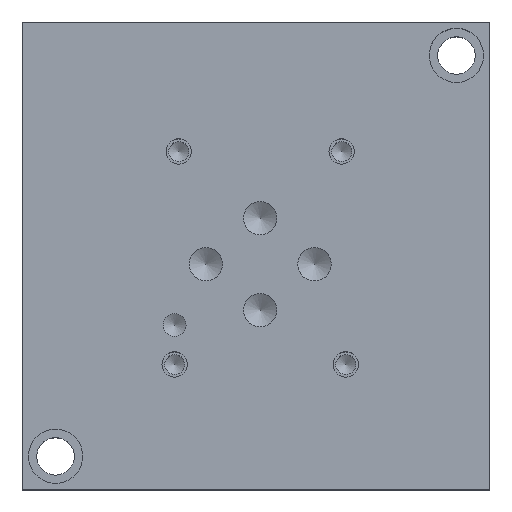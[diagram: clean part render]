
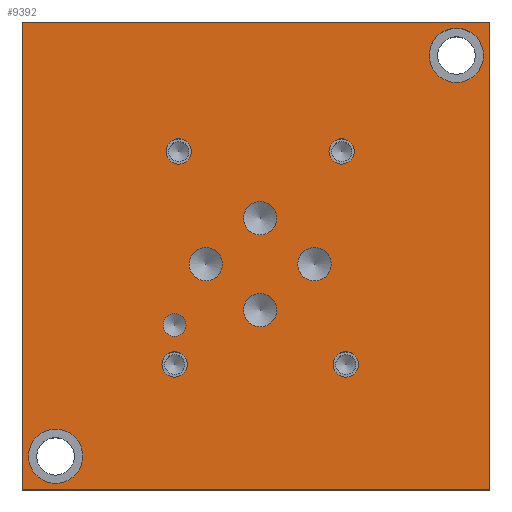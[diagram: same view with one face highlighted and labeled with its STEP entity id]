
A CAD part, top view. The second image highlights one B-rep face of the part: STEP entity #9392.
In plain terms, the highlighted planar face has unit normal (0, 0, 1).
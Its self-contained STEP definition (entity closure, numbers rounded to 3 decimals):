
#157=CIRCLE('',#9791,5.156);
#158=CIRCLE('',#9792,5.156);
#162=CIRCLE('',#9799,5.156);
#163=CIRCLE('',#9800,5.156);
#166=CIRCLE('',#9806,3.175);
#167=CIRCLE('',#9807,3.175);
#170=CIRCLE('',#9812,3.175);
#171=CIRCLE('',#9813,3.175);
#174=CIRCLE('',#9818,3.175);
#175=CIRCLE('',#9819,3.175);
#178=CIRCLE('',#9824,3.175);
#179=CIRCLE('',#9825,3.175);
#182=CIRCLE('',#9830,2.184);
#183=CIRCLE('',#9831,2.184);
#189=CIRCLE('',#9840,2.413);
#190=CIRCLE('',#9841,2.413);
#196=CIRCLE('',#9851,2.413);
#197=CIRCLE('',#9852,2.413);
#203=CIRCLE('',#9862,2.413);
#204=CIRCLE('',#9863,2.413);
#210=CIRCLE('',#9873,2.413);
#211=CIRCLE('',#9874,2.413);
#268=FACE_BOUND('',#1570,.T.);
#269=FACE_BOUND('',#1571,.T.);
#270=FACE_BOUND('',#1572,.T.);
#271=FACE_BOUND('',#1573,.T.);
#272=FACE_BOUND('',#1574,.T.);
#273=FACE_BOUND('',#1575,.T.);
#274=FACE_BOUND('',#1576,.T.);
#275=FACE_BOUND('',#1577,.T.);
#276=FACE_BOUND('',#1578,.T.);
#277=FACE_BOUND('',#1579,.T.);
#278=FACE_BOUND('',#1580,.T.);
#553=PLANE('',#9880);
#1033=FACE_OUTER_BOUND('',#1569,.T.);
#1569=EDGE_LOOP('',(#8358,#8359,#8360,#8361));
#1570=EDGE_LOOP('',(#8362,#8363));
#1571=EDGE_LOOP('',(#8364,#8365));
#1572=EDGE_LOOP('',(#8366,#8367));
#1573=EDGE_LOOP('',(#8368,#8369));
#1574=EDGE_LOOP('',(#8370,#8371));
#1575=EDGE_LOOP('',(#8372,#8373));
#1576=EDGE_LOOP('',(#8374,#8375));
#1577=EDGE_LOOP('',(#8376,#8377));
#1578=EDGE_LOOP('',(#8378,#8379));
#1579=EDGE_LOOP('',(#8380,#8381));
#1580=EDGE_LOOP('',(#8382,#8383));
#2012=LINE('',#14886,#2888);
#2453=LINE('',#16201,#3329);
#2455=LINE('',#16205,#3331);
#2457=LINE('',#16208,#3333);
#2888=VECTOR('',#10564,10.);
#3329=VECTOR('',#11693,10.);
#3331=VECTOR('',#11697,10.);
#3333=VECTOR('',#11701,10.);
#4094=VERTEX_POINT('',#14883);
#4095=VERTEX_POINT('',#14885);
#4433=VERTEX_POINT('',#16024);
#4434=VERTEX_POINT('',#16025);
#4438=VERTEX_POINT('',#16039);
#4439=VERTEX_POINT('',#16040);
#4443=VERTEX_POINT('',#16054);
#4444=VERTEX_POINT('',#16055);
#4448=VERTEX_POINT('',#16067);
#4449=VERTEX_POINT('',#16068);
#4453=VERTEX_POINT('',#16080);
#4454=VERTEX_POINT('',#16081);
#4458=VERTEX_POINT('',#16093);
#4459=VERTEX_POINT('',#16094);
#4463=VERTEX_POINT('',#16106);
#4464=VERTEX_POINT('',#16107);
#4471=VERTEX_POINT('',#16126);
#4472=VERTEX_POINT('',#16127);
#4479=VERTEX_POINT('',#16148);
#4480=VERTEX_POINT('',#16149);
#4487=VERTEX_POINT('',#16170);
#4488=VERTEX_POINT('',#16171);
#4495=VERTEX_POINT('',#16192);
#4496=VERTEX_POINT('',#16193);
#4497=VERTEX_POINT('',#16200);
#4498=VERTEX_POINT('',#16204);
#5207=EDGE_CURVE('',#4095,#4094,#2012,.T.);
#5709=EDGE_CURVE('',#4433,#4434,#157,.T.);
#5710=EDGE_CURVE('',#4434,#4433,#158,.T.);
#5716=EDGE_CURVE('',#4438,#4439,#162,.T.);
#5717=EDGE_CURVE('',#4439,#4438,#163,.T.);
#5723=EDGE_CURVE('',#4443,#4444,#166,.T.);
#5724=EDGE_CURVE('',#4444,#4443,#167,.T.);
#5729=EDGE_CURVE('',#4448,#4449,#170,.T.);
#5730=EDGE_CURVE('',#4449,#4448,#171,.T.);
#5735=EDGE_CURVE('',#4453,#4454,#174,.T.);
#5736=EDGE_CURVE('',#4454,#4453,#175,.T.);
#5741=EDGE_CURVE('',#4458,#4459,#178,.T.);
#5742=EDGE_CURVE('',#4459,#4458,#179,.T.);
#5747=EDGE_CURVE('',#4463,#4464,#182,.T.);
#5748=EDGE_CURVE('',#4464,#4463,#183,.T.);
#5756=EDGE_CURVE('',#4471,#4472,#189,.T.);
#5757=EDGE_CURVE('',#4472,#4471,#190,.T.);
#5766=EDGE_CURVE('',#4479,#4480,#196,.T.);
#5767=EDGE_CURVE('',#4480,#4479,#197,.T.);
#5776=EDGE_CURVE('',#4487,#4488,#203,.T.);
#5777=EDGE_CURVE('',#4488,#4487,#204,.T.);
#5786=EDGE_CURVE('',#4495,#4496,#210,.T.);
#5787=EDGE_CURVE('',#4496,#4495,#211,.T.);
#5790=EDGE_CURVE('',#4497,#4095,#2453,.T.);
#5792=EDGE_CURVE('',#4498,#4497,#2455,.T.);
#5794=EDGE_CURVE('',#4094,#4498,#2457,.T.);
#8358=ORIENTED_EDGE('',*,*,#5207,.T.);
#8359=ORIENTED_EDGE('',*,*,#5794,.T.);
#8360=ORIENTED_EDGE('',*,*,#5792,.T.);
#8361=ORIENTED_EDGE('',*,*,#5790,.T.);
#8362=ORIENTED_EDGE('',*,*,#5709,.T.);
#8363=ORIENTED_EDGE('',*,*,#5710,.T.);
#8364=ORIENTED_EDGE('',*,*,#5716,.T.);
#8365=ORIENTED_EDGE('',*,*,#5717,.T.);
#8366=ORIENTED_EDGE('',*,*,#5723,.T.);
#8367=ORIENTED_EDGE('',*,*,#5724,.T.);
#8368=ORIENTED_EDGE('',*,*,#5729,.T.);
#8369=ORIENTED_EDGE('',*,*,#5730,.T.);
#8370=ORIENTED_EDGE('',*,*,#5735,.T.);
#8371=ORIENTED_EDGE('',*,*,#5736,.T.);
#8372=ORIENTED_EDGE('',*,*,#5741,.T.);
#8373=ORIENTED_EDGE('',*,*,#5742,.T.);
#8374=ORIENTED_EDGE('',*,*,#5747,.T.);
#8375=ORIENTED_EDGE('',*,*,#5748,.T.);
#8376=ORIENTED_EDGE('',*,*,#5756,.T.);
#8377=ORIENTED_EDGE('',*,*,#5757,.T.);
#8378=ORIENTED_EDGE('',*,*,#5766,.T.);
#8379=ORIENTED_EDGE('',*,*,#5767,.T.);
#8380=ORIENTED_EDGE('',*,*,#5776,.T.);
#8381=ORIENTED_EDGE('',*,*,#5777,.T.);
#8382=ORIENTED_EDGE('',*,*,#5786,.T.);
#8383=ORIENTED_EDGE('',*,*,#5787,.T.);
#9392=ADVANCED_FACE('',(#1033,#268,#269,#270,#271,#272,#273,#274,#275,#276,
#277,#278),#553,.T.);
#9791=AXIS2_PLACEMENT_3D('',#16026,#11495,#11496);
#9792=AXIS2_PLACEMENT_3D('',#16027,#11497,#11498);
#9799=AXIS2_PLACEMENT_3D('',#16041,#11513,#11514);
#9800=AXIS2_PLACEMENT_3D('',#16042,#11515,#11516);
#9806=AXIS2_PLACEMENT_3D('',#16056,#11530,#11531);
#9807=AXIS2_PLACEMENT_3D('',#16057,#11532,#11533);
#9812=AXIS2_PLACEMENT_3D('',#16069,#11544,#11545);
#9813=AXIS2_PLACEMENT_3D('',#16070,#11546,#11547);
#9818=AXIS2_PLACEMENT_3D('',#16082,#11558,#11559);
#9819=AXIS2_PLACEMENT_3D('',#16083,#11560,#11561);
#9824=AXIS2_PLACEMENT_3D('',#16095,#11572,#11573);
#9825=AXIS2_PLACEMENT_3D('',#16096,#11574,#11575);
#9830=AXIS2_PLACEMENT_3D('',#16108,#11586,#11587);
#9831=AXIS2_PLACEMENT_3D('',#16109,#11588,#11589);
#9840=AXIS2_PLACEMENT_3D('',#16128,#11608,#11609);
#9841=AXIS2_PLACEMENT_3D('',#16129,#11610,#11611);
#9851=AXIS2_PLACEMENT_3D('',#16150,#11633,#11634);
#9852=AXIS2_PLACEMENT_3D('',#16151,#11635,#11636);
#9862=AXIS2_PLACEMENT_3D('',#16172,#11658,#11659);
#9863=AXIS2_PLACEMENT_3D('',#16173,#11660,#11661);
#9873=AXIS2_PLACEMENT_3D('',#16194,#11683,#11684);
#9874=AXIS2_PLACEMENT_3D('',#16195,#11685,#11686);
#9880=AXIS2_PLACEMENT_3D('',#16210,#11704,#11705);
#10564=DIRECTION('',(1.,0.,0.));
#11495=DIRECTION('center_axis',(0.,0.,-1.));
#11496=DIRECTION('ref_axis',(1.,0.,0.));
#11497=DIRECTION('center_axis',(0.,0.,-1.));
#11498=DIRECTION('ref_axis',(1.,0.,0.));
#11513=DIRECTION('center_axis',(0.,0.,-1.));
#11514=DIRECTION('ref_axis',(1.,0.,0.));
#11515=DIRECTION('center_axis',(0.,0.,-1.));
#11516=DIRECTION('ref_axis',(1.,0.,0.));
#11530=DIRECTION('center_axis',(0.,0.,-1.));
#11531=DIRECTION('ref_axis',(1.,0.,0.));
#11532=DIRECTION('center_axis',(0.,0.,-1.));
#11533=DIRECTION('ref_axis',(1.,0.,0.));
#11544=DIRECTION('center_axis',(0.,0.,-1.));
#11545=DIRECTION('ref_axis',(1.,0.,0.));
#11546=DIRECTION('center_axis',(0.,0.,-1.));
#11547=DIRECTION('ref_axis',(1.,0.,0.));
#11558=DIRECTION('center_axis',(0.,0.,-1.));
#11559=DIRECTION('ref_axis',(1.,0.,0.));
#11560=DIRECTION('center_axis',(0.,0.,-1.));
#11561=DIRECTION('ref_axis',(1.,0.,0.));
#11572=DIRECTION('center_axis',(0.,0.,-1.));
#11573=DIRECTION('ref_axis',(1.,0.,0.));
#11574=DIRECTION('center_axis',(0.,0.,-1.));
#11575=DIRECTION('ref_axis',(1.,0.,0.));
#11586=DIRECTION('center_axis',(0.,0.,-1.));
#11587=DIRECTION('ref_axis',(1.,0.,0.));
#11588=DIRECTION('center_axis',(0.,0.,-1.));
#11589=DIRECTION('ref_axis',(1.,0.,0.));
#11608=DIRECTION('center_axis',(0.,0.,-1.));
#11609=DIRECTION('ref_axis',(1.,0.,0.));
#11610=DIRECTION('center_axis',(0.,0.,-1.));
#11611=DIRECTION('ref_axis',(1.,0.,0.));
#11633=DIRECTION('center_axis',(0.,0.,-1.));
#11634=DIRECTION('ref_axis',(1.,0.,0.));
#11635=DIRECTION('center_axis',(0.,0.,-1.));
#11636=DIRECTION('ref_axis',(1.,0.,0.));
#11658=DIRECTION('center_axis',(0.,0.,-1.));
#11659=DIRECTION('ref_axis',(1.,0.,0.));
#11660=DIRECTION('center_axis',(0.,0.,-1.));
#11661=DIRECTION('ref_axis',(1.,0.,0.));
#11683=DIRECTION('center_axis',(0.,0.,-1.));
#11684=DIRECTION('ref_axis',(1.,0.,0.));
#11685=DIRECTION('center_axis',(0.,0.,-1.));
#11686=DIRECTION('ref_axis',(1.,0.,0.));
#11693=DIRECTION('',(0.,-1.,0.));
#11697=DIRECTION('',(-1.,0.,0.));
#11701=DIRECTION('',(0.,1.,0.));
#11704=DIRECTION('center_axis',(0.,0.,1.));
#11705=DIRECTION('ref_axis',(1.,0.,0.));
#14883=CARTESIAN_POINT('',(88.9,0.,38.1));
#14885=CARTESIAN_POINT('',(0.,0.,38.1));
#14886=CARTESIAN_POINT('',(0.,0.,38.1));
#16024=CARTESIAN_POINT('',(11.506,6.35,38.1));
#16025=CARTESIAN_POINT('',(1.194,6.35,38.1));
#16026=CARTESIAN_POINT('Origin',(6.35,6.35,38.1));
#16027=CARTESIAN_POINT('Origin',(6.35,6.35,38.1));
#16039=CARTESIAN_POINT('',(87.706,82.55,38.1));
#16040=CARTESIAN_POINT('',(77.394,82.55,38.1));
#16041=CARTESIAN_POINT('Origin',(82.55,82.55,38.1));
#16042=CARTESIAN_POINT('Origin',(82.55,82.55,38.1));
#16054=CARTESIAN_POINT('',(48.412,51.587,38.1));
#16055=CARTESIAN_POINT('',(42.062,51.587,38.1));
#16056=CARTESIAN_POINT('Origin',(45.237,51.587,38.1));
#16057=CARTESIAN_POINT('Origin',(45.237,51.587,38.1));
#16067=CARTESIAN_POINT('',(38.1,42.85,38.1));
#16068=CARTESIAN_POINT('',(31.75,42.85,38.1));
#16069=CARTESIAN_POINT('Origin',(34.925,42.85,38.1));
#16070=CARTESIAN_POINT('Origin',(34.925,42.85,38.1));
#16080=CARTESIAN_POINT('',(58.75,42.85,38.1));
#16081=CARTESIAN_POINT('',(52.4,42.85,38.1));
#16082=CARTESIAN_POINT('Origin',(55.575,42.85,38.1));
#16083=CARTESIAN_POINT('Origin',(55.575,42.85,38.1));
#16093=CARTESIAN_POINT('',(48.412,34.112,38.1));
#16094=CARTESIAN_POINT('',(42.062,34.112,38.1));
#16095=CARTESIAN_POINT('Origin',(45.237,34.112,38.1));
#16096=CARTESIAN_POINT('Origin',(45.237,34.112,38.1));
#16106=CARTESIAN_POINT('',(31.166,31.293,38.1));
#16107=CARTESIAN_POINT('',(26.797,31.293,38.1));
#16108=CARTESIAN_POINT('Origin',(28.981,31.293,38.1));
#16109=CARTESIAN_POINT('Origin',(28.981,31.293,38.1));
#16126=CARTESIAN_POINT('',(63.932,23.8,38.1));
#16127=CARTESIAN_POINT('',(59.106,23.8,38.1));
#16128=CARTESIAN_POINT('Origin',(61.519,23.8,38.1));
#16129=CARTESIAN_POINT('Origin',(61.519,23.8,38.1));
#16148=CARTESIAN_POINT('',(32.182,64.287,38.1));
#16149=CARTESIAN_POINT('',(27.356,64.287,38.1));
#16150=CARTESIAN_POINT('Origin',(29.769,64.287,38.1));
#16151=CARTESIAN_POINT('Origin',(29.769,64.287,38.1));
#16170=CARTESIAN_POINT('',(63.144,64.287,38.1));
#16171=CARTESIAN_POINT('',(58.318,64.287,38.1));
#16172=CARTESIAN_POINT('Origin',(60.731,64.287,38.1));
#16173=CARTESIAN_POINT('Origin',(60.731,64.287,38.1));
#16192=CARTESIAN_POINT('',(31.394,23.8,38.1));
#16193=CARTESIAN_POINT('',(26.568,23.8,38.1));
#16194=CARTESIAN_POINT('Origin',(28.981,23.8,38.1));
#16195=CARTESIAN_POINT('Origin',(28.981,23.8,38.1));
#16200=CARTESIAN_POINT('',(0.,88.9,38.1));
#16201=CARTESIAN_POINT('',(0.,88.9,38.1));
#16204=CARTESIAN_POINT('',(88.9,88.9,38.1));
#16205=CARTESIAN_POINT('',(88.9,88.9,38.1));
#16208=CARTESIAN_POINT('',(88.9,0.,38.1));
#16210=CARTESIAN_POINT('Origin',(44.45,44.45,38.1));
